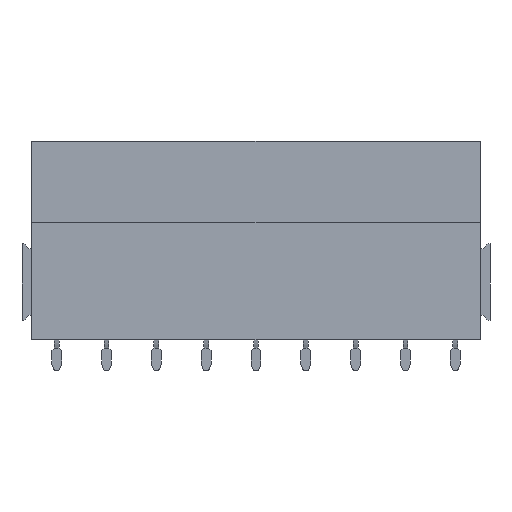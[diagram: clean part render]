
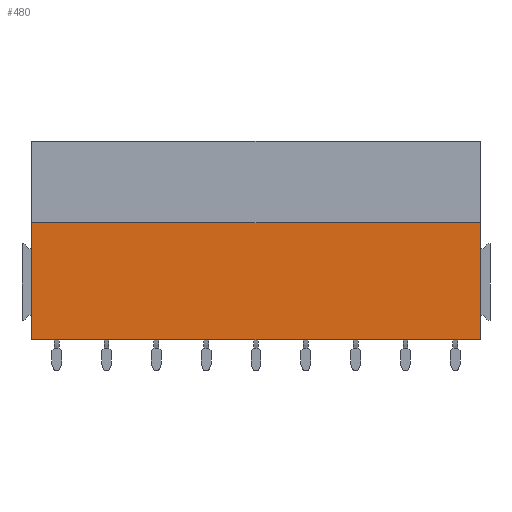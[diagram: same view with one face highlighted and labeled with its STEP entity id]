
A CAD part, front view. The second image highlights one B-rep face of the part: STEP entity #480.
In plain terms, the highlighted planar face has unit normal (0, -1, 0).
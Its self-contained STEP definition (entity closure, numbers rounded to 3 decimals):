
#453=AXIS2_PLACEMENT_3D('Plane Axis2P3D',#450,#451,#452) ;
#401=CARTESIAN_POINT('Vertex',(1.,0.,3.2)) ;
#404=CARTESIAN_POINT('Line Origine',(1.,0.,9.15)) ;
#408=CARTESIAN_POINT('Vertex',(1.,0.,15.1)) ;
#450=CARTESIAN_POINT('Axis2P3D Location',(6.08,0.,0.)) ;
#455=CARTESIAN_POINT('Line Origine',(46.72,0.,9.15)) ;
#459=CARTESIAN_POINT('Vertex',(46.72,0.,3.2)) ;
#461=CARTESIAN_POINT('Vertex',(46.72,0.,15.1)) ;
#464=CARTESIAN_POINT('Line Origine',(23.86,0.,15.1)) ;
#469=CARTESIAN_POINT('Line Origine',(23.86,0.,3.2)) ;
#405=DIRECTION('Vector Direction',(0.,0.,1.)) ;
#451=DIRECTION('Axis2P3D Direction',(0.,1.,-0.)) ;
#452=DIRECTION('Axis2P3D XDirection',(-1.,0.,0.)) ;
#456=DIRECTION('Vector Direction',(0.,0.,1.)) ;
#465=DIRECTION('Vector Direction',(1.,0.,0.)) ;
#470=DIRECTION('Vector Direction',(-1.,0.,0.)) ;
#406=VECTOR('Line Direction',#405,1.) ;
#457=VECTOR('Line Direction',#456,1.) ;
#466=VECTOR('Line Direction',#465,1.) ;
#471=VECTOR('Line Direction',#470,1.) ;
#475=ORIENTED_EDGE('',*,*,#463,.T.) ;
#476=ORIENTED_EDGE('',*,*,#468,.F.) ;
#477=ORIENTED_EDGE('',*,*,#410,.F.) ;
#478=ORIENTED_EDGE('',*,*,#473,.F.) ;
#480=ADVANCED_FACE('BLL5.08/9/180B 3.2SNOR 1682800000',(#479),#454,.F.) ;
#410=EDGE_CURVE('',#402,#409,#407,.T.) ;
#463=EDGE_CURVE('',#460,#462,#458,.T.) ;
#468=EDGE_CURVE('',#409,#462,#467,.T.) ;
#473=EDGE_CURVE('',#460,#402,#472,.T.) ;
#474=EDGE_LOOP('',(#475,#476,#477,#478)) ;
#479=FACE_OUTER_BOUND('',#474,.T.) ;
#407=LINE('Line',#404,#406) ;
#458=LINE('Line',#455,#457) ;
#467=LINE('Line',#464,#466) ;
#472=LINE('Line',#469,#471) ;
#454=PLANE('',#453) ;
#402=VERTEX_POINT('',#401) ;
#409=VERTEX_POINT('',#408) ;
#460=VERTEX_POINT('',#459) ;
#462=VERTEX_POINT('',#461) ;
